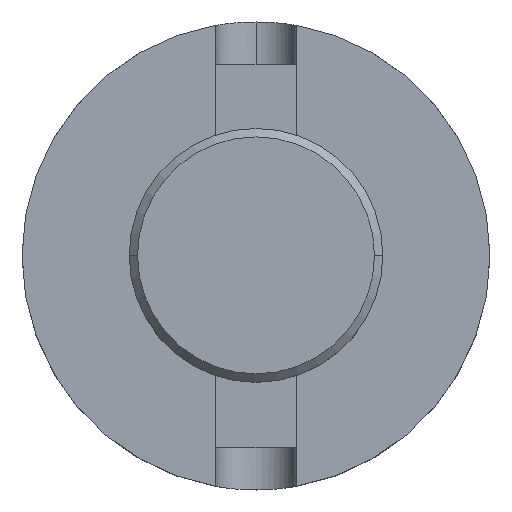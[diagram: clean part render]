
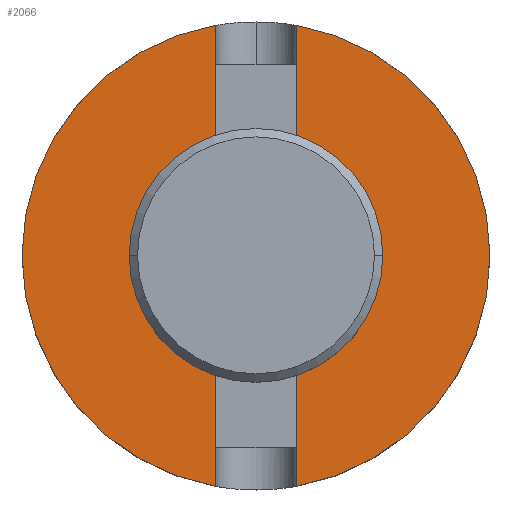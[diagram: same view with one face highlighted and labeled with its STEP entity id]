
A CAD part, top view. The second image highlights one B-rep face of the part: STEP entity #2066.
In plain terms, the highlighted planar face has unit normal (0, 0, 1).
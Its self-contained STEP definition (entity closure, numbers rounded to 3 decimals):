
#20 = VECTOR ( 'NONE', #1817, 1000. ) ;
#39 = CARTESIAN_POINT ( 'NONE',  ( -4.762, -13.25, 50.8 ) ) ;
#50 = DIRECTION ( 'NONE',  ( -1., 0., 0. ) ) ;
#56 = DIRECTION ( 'NONE',  ( -1., 0., 0. ) ) ;
#58 = LINE ( 'NONE', #307, #1703 ) ;
#112 = DIRECTION ( 'NONE',  ( 0., 0., -1. ) ) ;
#176 = EDGE_CURVE ( 'NONE', #1370, #1327, #2051, .T. ) ;
#181 = ORIENTED_EDGE ( 'NONE', *, *, #176, .F. ) ;
#262 = DIRECTION ( 'NONE',  ( 1., 0., 0. ) ) ;
#273 = DIRECTION ( 'NONE',  ( 0., 0., -1. ) ) ;
#294 = CIRCLE ( 'NONE', #674, 12.7 ) ;
#307 = CARTESIAN_POINT ( 'NONE',  ( 4.763, 27.813, 50.8 ) ) ;
#395 = AXIS2_PLACEMENT_3D ( 'NONE', #1076, #273, #2216 ) ;
#401 = ORIENTED_EDGE ( 'NONE', *, *, #990, .F. ) ;
#402 = CARTESIAN_POINT ( 'NONE',  ( -27.813, 0., 50.8 ) ) ;
#418 = ORIENTED_EDGE ( 'NONE', *, *, #1325, .F. ) ;
#424 = VERTEX_POINT ( 'NONE', #966 ) ;
#425 = DIRECTION ( 'NONE',  ( 0., 0., -1. ) ) ;
#486 = CARTESIAN_POINT ( 'NONE',  ( 4.763, -27.402, 50.8 ) ) ;
#515 = CARTESIAN_POINT ( 'NONE',  ( 0., 0., 50.8 ) ) ;
#540 = LINE ( 'NONE', #1838, #20 ) ;
#569 = DIRECTION ( 'NONE',  ( 0., 0., 1. ) ) ;
#572 = FACE_OUTER_BOUND ( 'NONE', #1358, .T. ) ;
#573 = ORIENTED_EDGE ( 'NONE', *, *, #1505, .T. ) ;
#575 = DIRECTION ( 'NONE',  ( 0., 0., -1. ) ) ;
#610 = CARTESIAN_POINT ( 'NONE',  ( 4.763, 27.813, 50.8 ) ) ;
#674 = AXIS2_PLACEMENT_3D ( 'NONE', #2355, #425, #1210 ) ;
#696 = CARTESIAN_POINT ( 'NONE',  ( 0., 27.813, 50.8 ) ) ;
#706 = AXIS2_PLACEMENT_3D ( 'NONE', #515, #112, #1254 ) ;
#713 = PLANE ( 'NONE',  #1140 ) ;
#732 = ORIENTED_EDGE ( 'NONE', *, *, #1910, .F. ) ;
#740 = ORIENTED_EDGE ( 'NONE', *, *, #1963, .F. ) ;
#741 = EDGE_CURVE ( 'NONE', #2183, #1181, #1598, .T. ) ;
#784 = DIRECTION ( 'NONE',  ( -1., 0., 0. ) ) ;
#790 = DIRECTION ( 'NONE',  ( 0., 0., -1. ) ) ;
#828 = CARTESIAN_POINT ( 'NONE',  ( -4.762, 27.813, 50.8 ) ) ;
#840 = EDGE_CURVE ( 'NONE', #952, #1370, #1793, .T. ) ;
#861 = AXIS2_PLACEMENT_3D ( 'NONE', #1551, #790, #56 ) ;
#862 = VERTEX_POINT ( 'NONE', #2364 ) ;
#877 = VECTOR ( 'NONE', #1734, 1000. ) ;
#880 = VECTOR ( 'NONE', #1984, 1000. ) ;
#914 = AXIS2_PLACEMENT_3D ( 'NONE', #1892, #575, #2285 ) ;
#952 = VERTEX_POINT ( 'NONE', #39 ) ;
#966 = CARTESIAN_POINT ( 'NONE',  ( -4.762, 13.25, 50.8 ) ) ;
#990 = EDGE_CURVE ( 'NONE', #1327, #862, #1564, .T. ) ;
#1008 = AXIS2_PLACEMENT_3D ( 'NONE', #1023, #1211, #50 ) ;
#1023 = CARTESIAN_POINT ( 'NONE',  ( 0., 0., 50.8 ) ) ;
#1031 = FACE_BOUND ( 'NONE', #1659, .T. ) ;
#1033 = LINE ( 'NONE', #1663, #1979 ) ;
#1076 = CARTESIAN_POINT ( 'NONE',  ( 0., 0., 50.8 ) ) ;
#1124 = EDGE_CURVE ( 'NONE', #1181, #2183, #294, .T. ) ;
#1140 = AXIS2_PLACEMENT_3D ( 'NONE', #696, #569, #2261 ) ;
#1181 = VERTEX_POINT ( 'NONE', #2449 ) ;
#1186 = VERTEX_POINT ( 'NONE', #1868 ) ;
#1207 = LINE ( 'NONE', #1535, #1651 ) ;
#1210 = DIRECTION ( 'NONE',  ( -1., 0., 0. ) ) ;
#1211 = DIRECTION ( 'NONE',  ( 0., 0., -1. ) ) ;
#1235 = CARTESIAN_POINT ( 'NONE',  ( -4.762, -27.402, 50.8 ) ) ;
#1254 = DIRECTION ( 'NONE',  ( -1., 0., 0. ) ) ;
#1258 = ORIENTED_EDGE ( 'NONE', *, *, #840, .F. ) ;
#1262 = CIRCLE ( 'NONE', #1008, 27.813 ) ;
#1275 = EDGE_CURVE ( 'NONE', #1519, #1186, #2193, .T. ) ;
#1285 = CARTESIAN_POINT ( 'NONE',  ( 12.7, 0., 50.8 ) ) ;
#1325 = EDGE_CURVE ( 'NONE', #2047, #952, #1207, .T. ) ;
#1327 = VERTEX_POINT ( 'NONE', #402 ) ;
#1340 = ORIENTED_EDGE ( 'NONE', *, *, #1275, .T. ) ;
#1358 = EDGE_LOOP ( 'NONE', ( #1515, #732, #2502, #1340, #740, #573, #401, #181, #1258, #418 ) ) ;
#1370 = VERTEX_POINT ( 'NONE', #1235 ) ;
#1443 = EDGE_CURVE ( 'NONE', #1519, #1934, #2068, .T. ) ;
#1494 = VERTEX_POINT ( 'NONE', #486 ) ;
#1505 = EDGE_CURVE ( 'NONE', #424, #862, #540, .T. ) ;
#1515 = ORIENTED_EDGE ( 'NONE', *, *, #2039, .F. ) ;
#1519 = VERTEX_POINT ( 'NONE', #2025 ) ;
#1535 = CARTESIAN_POINT ( 'NONE',  ( 0., -13.25, 50.8 ) ) ;
#1551 = CARTESIAN_POINT ( 'NONE',  ( 0., 0., 50.8 ) ) ;
#1564 = CIRCLE ( 'NONE', #861, 27.813 ) ;
#1598 = CIRCLE ( 'NONE', #914, 12.7 ) ;
#1651 = VECTOR ( 'NONE', #784, 1000. ) ;
#1659 = EDGE_LOOP ( 'NONE', ( #2438, #1732 ) ) ;
#1663 = CARTESIAN_POINT ( 'NONE',  ( 0., 13.25, 50.8 ) ) ;
#1703 = VECTOR ( 'NONE', #2026, 1000. ) ;
#1732 = ORIENTED_EDGE ( 'NONE', *, *, #741, .T. ) ;
#1734 = DIRECTION ( 'NONE',  ( 0., -1., 0. ) ) ;
#1793 = LINE ( 'NONE', #828, #880 ) ;
#1817 = DIRECTION ( 'NONE',  ( 0., 1., 0. ) ) ;
#1838 = CARTESIAN_POINT ( 'NONE',  ( -4.762, 27.813, 50.8 ) ) ;
#1863 = CARTESIAN_POINT ( 'NONE',  ( 4.763, -13.25, 50.8 ) ) ;
#1868 = CARTESIAN_POINT ( 'NONE',  ( 4.763, 13.25, 50.8 ) ) ;
#1892 = CARTESIAN_POINT ( 'NONE',  ( 0., 0., 50.8 ) ) ;
#1910 = EDGE_CURVE ( 'NONE', #1934, #1494, #1262, .T. ) ;
#1934 = VERTEX_POINT ( 'NONE', #2062 ) ;
#1963 = EDGE_CURVE ( 'NONE', #424, #1186, #1033, .T. ) ;
#1979 = VECTOR ( 'NONE', #262, 1000. ) ;
#1984 = DIRECTION ( 'NONE',  ( 0., -1., 0. ) ) ;
#2025 = CARTESIAN_POINT ( 'NONE',  ( 4.763, 27.402, 50.8 ) ) ;
#2026 = DIRECTION ( 'NONE',  ( 0., 1., 0. ) ) ;
#2039 = EDGE_CURVE ( 'NONE', #1494, #2047, #58, .T. ) ;
#2047 = VERTEX_POINT ( 'NONE', #1863 ) ;
#2051 = CIRCLE ( 'NONE', #706, 27.813 ) ;
#2062 = CARTESIAN_POINT ( 'NONE',  ( 27.813, 0., 50.8 ) ) ;
#2066 = ADVANCED_FACE ( 'NONE', ( #572, #1031 ), #713, .T. ) ;
#2068 = CIRCLE ( 'NONE', #395, 27.813 ) ;
#2183 = VERTEX_POINT ( 'NONE', #1285 ) ;
#2193 = LINE ( 'NONE', #610, #877 ) ;
#2216 = DIRECTION ( 'NONE',  ( -1., 0., 0. ) ) ;
#2261 = DIRECTION ( 'NONE',  ( 1., 0., 0. ) ) ;
#2285 = DIRECTION ( 'NONE',  ( -1., 0., 0. ) ) ;
#2355 = CARTESIAN_POINT ( 'NONE',  ( 0., 0., 50.8 ) ) ;
#2364 = CARTESIAN_POINT ( 'NONE',  ( -4.762, 27.402, 50.8 ) ) ;
#2438 = ORIENTED_EDGE ( 'NONE', *, *, #1124, .T. ) ;
#2449 = CARTESIAN_POINT ( 'NONE',  ( -12.7, 0., 50.8 ) ) ;
#2502 = ORIENTED_EDGE ( 'NONE', *, *, #1443, .F. ) ;
